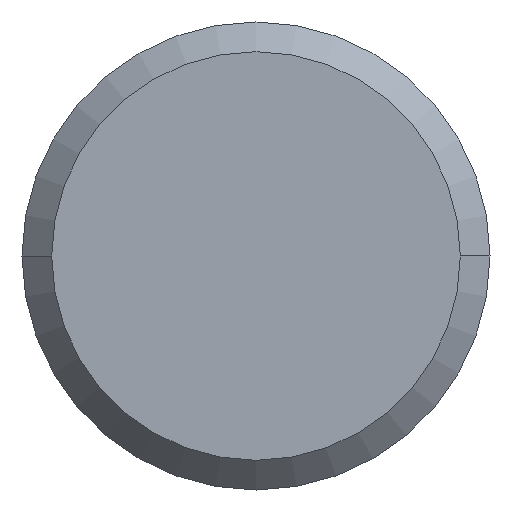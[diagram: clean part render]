
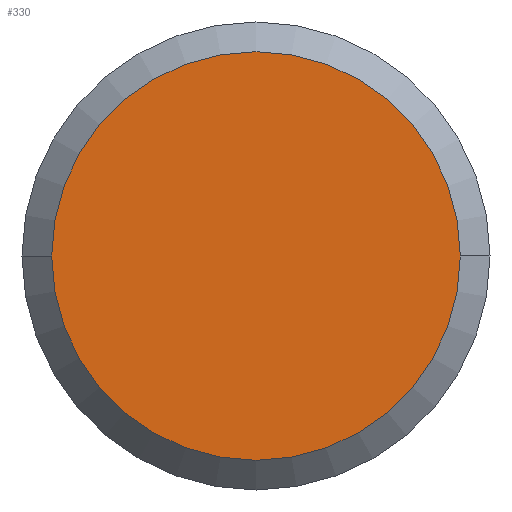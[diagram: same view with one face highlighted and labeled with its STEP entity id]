
A CAD part, left-side view. The second image highlights one B-rep face of the part: STEP entity #330.
In plain terms, the highlighted planar face has unit normal (-1, 0, 0).
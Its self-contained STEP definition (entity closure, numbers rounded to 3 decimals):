
#59 = AXIS2_PLACEMENT_3D ( 'NONE', #153, #187, #154 ) ;
#91 = CARTESIAN_POINT ( 'NONE',  ( 0., 0., 0. ) ) ;
#95 = VERTEX_POINT ( 'NONE', #295 ) ;
#121 = PLANE ( 'NONE',  #349 ) ;
#126 = DIRECTION ( 'NONE',  ( 1., 0., 0. ) ) ;
#128 = ORIENTED_EDGE ( 'NONE', *, *, #288, .F. ) ;
#141 = CIRCLE ( 'NONE', #59, 5.238 ) ;
#153 = CARTESIAN_POINT ( 'NONE',  ( 0., 0., 0. ) ) ;
#154 = DIRECTION ( 'NONE',  ( 0., 1., 0. ) ) ;
#155 = CIRCLE ( 'NONE', #237, 5.238 ) ;
#158 = DIRECTION ( 'NONE',  ( 0., 1., 0. ) ) ;
#187 = DIRECTION ( 'NONE',  ( 1., 0., 0. ) ) ;
#192 = DIRECTION ( 'NONE',  ( 0., -1., 0. ) ) ;
#205 = CARTESIAN_POINT ( 'NONE',  ( 0., -5.238, 0. ) ) ;
#237 = AXIS2_PLACEMENT_3D ( 'NONE', #91, #126, #158 ) ;
#257 = CARTESIAN_POINT ( 'NONE',  ( 0., 0., 0. ) ) ;
#288 = EDGE_CURVE ( 'NONE', #297, #95, #155, .T. ) ;
#295 = CARTESIAN_POINT ( 'NONE',  ( 0., 5.238, 0. ) ) ;
#297 = VERTEX_POINT ( 'NONE', #205 ) ;
#312 = EDGE_CURVE ( 'NONE', #95, #297, #141, .T. ) ;
#315 = FACE_OUTER_BOUND ( 'NONE', #396, .T. ) ;
#318 = DIRECTION ( 'NONE',  ( -1., 0., 0. ) ) ;
#330 = ADVANCED_FACE ( 'NONE', ( #315 ), #121, .T. ) ;
#349 = AXIS2_PLACEMENT_3D ( 'NONE', #257, #318, #192 ) ;
#396 = EDGE_LOOP ( 'NONE', ( #406, #128 ) ) ;
#406 = ORIENTED_EDGE ( 'NONE', *, *, #312, .F. ) ;
